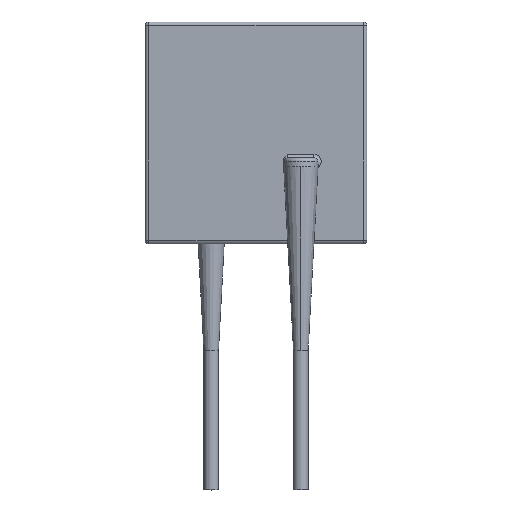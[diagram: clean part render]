
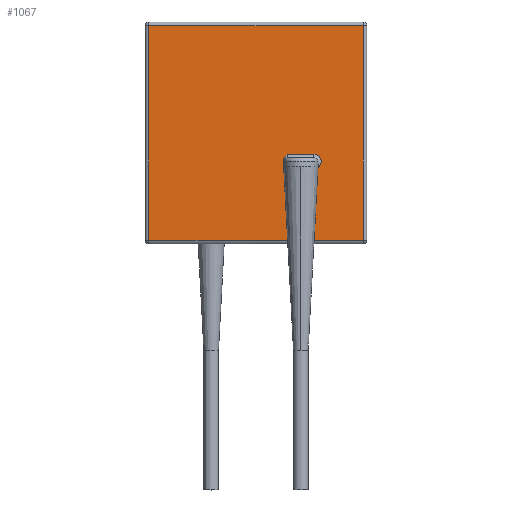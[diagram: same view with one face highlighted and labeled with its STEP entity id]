
A CAD part, top view. The second image highlights one B-rep face of the part: STEP entity #1067.
In plain terms, the highlighted planar face has unit normal (0, 0, 1).
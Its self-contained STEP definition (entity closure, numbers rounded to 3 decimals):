
#229=DIRECTION('',(1.,0.,0.));
#230=VECTOR('',#229,7.676);
#231=CARTESIAN_POINT('',(-5.93,-5.93,0.6));
#232=LINE('',#231,#230);
#233=DIRECTION('',(0.,-1.,0.));
#234=VECTOR('',#233,11.86);
#235=CARTESIAN_POINT('',(-5.93,5.93,0.6));
#236=LINE('',#235,#234);
#237=DIRECTION('',(-1.,0.,0.));
#238=VECTOR('',#237,11.86);
#239=CARTESIAN_POINT('',(5.93,5.93,0.6));
#240=LINE('',#239,#238);
#241=DIRECTION('',(0.,1.,0.));
#242=VECTOR('',#241,11.86);
#243=CARTESIAN_POINT('',(5.93,-5.93,0.6));
#244=LINE('',#243,#242);
#245=DIRECTION('',(1.,0.,0.));
#246=VECTOR('',#245,2.72);
#247=CARTESIAN_POINT('',(3.21,-5.93,0.6));
#248=LINE('',#247,#246);
#249=DIRECTION('',(-0.054,-0.999,0.));
#250=VECTOR('',#249,4.023);
#251=CARTESIAN_POINT('',(3.426,-1.913,0.6));
#252=LINE('',#251,#250);
#253=CARTESIAN_POINT('',(3.201,-1.178,0.6));
#254=CARTESIAN_POINT('',(3.227,-1.178,0.6));
#255=CARTESIAN_POINT('',(3.279,-1.183,0.6));
#256=CARTESIAN_POINT('',(3.353,-1.204,0.6));
#257=CARTESIAN_POINT('',(3.422,-1.238,0.6));
#258=CARTESIAN_POINT('',(3.482,-1.283,0.6));
#259=CARTESIAN_POINT('',(3.533,-1.339,0.6));
#260=CARTESIAN_POINT('',(3.572,-1.403,0.6));
#261=CARTESIAN_POINT('',(3.599,-1.473,0.6));
#262=CARTESIAN_POINT('',(3.611,-1.546,0.6));
#263=CARTESIAN_POINT('',(3.611,-1.618,0.6));
#264=CARTESIAN_POINT('',(3.597,-1.687,0.6));
#265=CARTESIAN_POINT('',(3.571,-1.754,0.6));
#266=CARTESIAN_POINT('',(3.534,-1.816,0.6));
#267=CARTESIAN_POINT('',(3.485,-1.87,0.6));
#268=CARTESIAN_POINT('',(3.447,-1.899,0.6));
#269=CARTESIAN_POINT('',(3.426,-1.913,0.6));
#271=DIRECTION('',(-1.,0.,0.));
#272=VECTOR('',#271,1.446);
#273=CARTESIAN_POINT('',(3.201,-1.178,0.6));
#274=LINE('',#273,#272);
#275=CARTESIAN_POINT('',(1.755,-1.178,0.6));
#276=CARTESIAN_POINT('',(1.732,-1.201,0.6));
#277=CARTESIAN_POINT('',(1.686,-1.243,0.6));
#278=CARTESIAN_POINT('',(1.626,-1.301,0.6));
#279=CARTESIAN_POINT('',(1.579,-1.359,0.6));
#280=CARTESIAN_POINT('',(1.549,-1.416,0.6));
#281=CARTESIAN_POINT('',(1.532,-1.472,0.6));
#282=CARTESIAN_POINT('',(1.528,-1.507,0.6));
#283=CARTESIAN_POINT('',(1.528,-1.524,0.6));
#285=DIRECTION('',(0.,1.,0.));
#286=VECTOR('',#285,0.354);
#287=CARTESIAN_POINT('',(1.528,-1.878,0.6));
#288=LINE('',#287,#286);
#289=DIRECTION('',(-0.054,0.999,0.));
#290=VECTOR('',#289,4.058);
#291=CARTESIAN_POINT('',(1.746,-5.93,0.6));
#292=LINE('',#291,#290);
#667=CARTESIAN_POINT('',(1.528,-1.878,0.6));
#668=VERTEX_POINT('',#667);
#669=CARTESIAN_POINT('',(3.201,-1.178,0.6));
#670=CARTESIAN_POINT('',(1.755,-1.178,0.6));
#671=VERTEX_POINT('',#669);
#672=VERTEX_POINT('',#670);
#685=CARTESIAN_POINT('',(1.528,-1.524,0.6));
#686=VERTEX_POINT('',#685);
#691=VERTEX_POINT('',#269);
#701=CARTESIAN_POINT('',(-5.93,-5.93,0.6));
#702=CARTESIAN_POINT('',(1.746,-5.93,0.6));
#703=VERTEX_POINT('',#701);
#704=VERTEX_POINT('',#702);
#723=CARTESIAN_POINT('',(-5.93,5.93,0.6));
#724=VERTEX_POINT('',#723);
#733=CARTESIAN_POINT('',(3.21,-5.93,0.6));
#734=CARTESIAN_POINT('',(5.93,-5.93,0.6));
#735=VERTEX_POINT('',#733);
#736=VERTEX_POINT('',#734);
#745=CARTESIAN_POINT('',(5.93,5.93,0.6));
#746=VERTEX_POINT('',#745);
#1041=CARTESIAN_POINT('',(0.,0.,0.6));
#1042=DIRECTION('',(0.,0.,1.));
#1043=DIRECTION('',(1.,0.,0.));
#1044=AXIS2_PLACEMENT_3D('',#1041,#1042,#1043);
#1045=PLANE('',#1044);
#1046=ORIENTED_EDGE('',*,*,#979,.F.);
#1047=ORIENTED_EDGE('',*,*,#1009,.F.);
#1048=ORIENTED_EDGE('',*,*,#1032,.F.);
#1050=ORIENTED_EDGE('',*,*,#1049,.F.);
#1052=ORIENTED_EDGE('',*,*,#1051,.F.);
#1054=ORIENTED_EDGE('',*,*,#1053,.F.);
#1056=ORIENTED_EDGE('',*,*,#1055,.F.);
#1058=ORIENTED_EDGE('',*,*,#1057,.T.);
#1060=ORIENTED_EDGE('',*,*,#1059,.T.);
#1062=ORIENTED_EDGE('',*,*,#1061,.F.);
#1064=ORIENTED_EDGE('',*,*,#1063,.F.);
#1065=EDGE_LOOP('',(#1046,#1047,#1048,#1050,#1052,#1054,#1056,#1058,#1060,#1062,
#1064));
#1066=FACE_OUTER_BOUND('',#1065,.F.);
#270=B_SPLINE_CURVE_WITH_KNOTS('',3,(#253,#254,#255,#256,#257,#258,#259,#260,
#261,#262,#263,#264,#265,#266,#267,#268,#269),.UNSPECIFIED.,.F.,.F.,(4,1,1,1,1,
1,1,1,1,1,1,1,1,1,4),(0.,0.071,0.143,
0.214,0.286,0.357,0.429,0.5,
0.571,0.643,0.714,0.786,
0.857,0.929,1.),.UNSPECIFIED.);
#284=B_SPLINE_CURVE_WITH_KNOTS('',3,(#275,#276,#277,#278,#279,#280,#281,#282,
#283),.UNSPECIFIED.,.F.,.F.,(4,1,1,1,1,1,4),(0.,0.167,
0.333,0.5,0.667,0.833,1.),
.UNSPECIFIED.);
#979=EDGE_CURVE('',#703,#704,#232,.T.);
#1009=EDGE_CURVE('',#724,#703,#236,.T.);
#1032=EDGE_CURVE('',#746,#724,#240,.T.);
#1049=EDGE_CURVE('',#736,#746,#244,.T.);
#1051=EDGE_CURVE('',#735,#736,#248,.T.);
#1053=EDGE_CURVE('',#691,#735,#252,.T.);
#1055=EDGE_CURVE('',#671,#691,#270,.T.);
#1057=EDGE_CURVE('',#671,#672,#274,.T.);
#1059=EDGE_CURVE('',#672,#686,#284,.T.);
#1061=EDGE_CURVE('',#668,#686,#288,.T.);
#1063=EDGE_CURVE('',#704,#668,#292,.T.);
#1067=ADVANCED_FACE('',(#1066),#1045,.T.);
